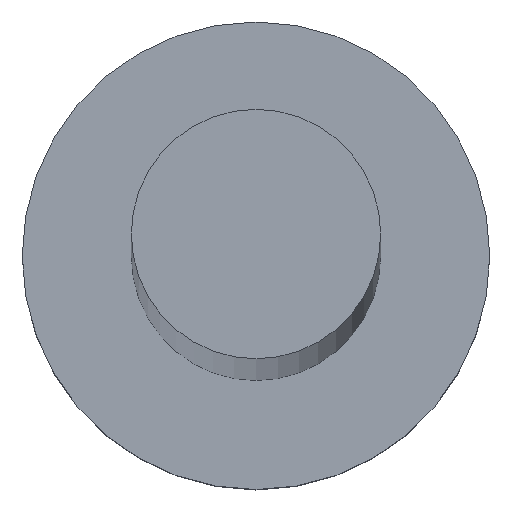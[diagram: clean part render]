
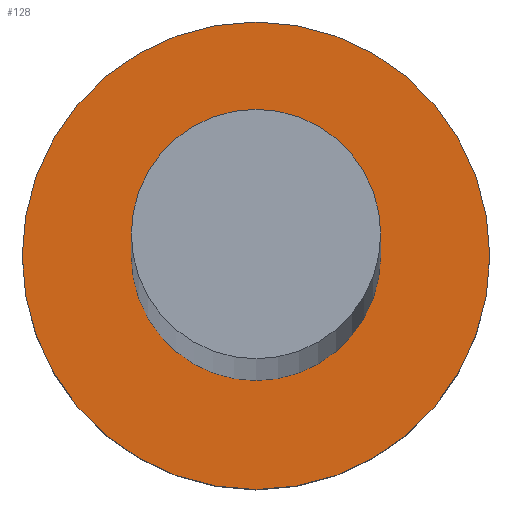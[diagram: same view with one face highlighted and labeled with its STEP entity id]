
A CAD part, top view. The second image highlights one B-rep face of the part: STEP entity #128.
In plain terms, the highlighted planar face has unit normal (0, 0, 1).
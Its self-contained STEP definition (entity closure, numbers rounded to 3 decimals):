
#3 = CARTESIAN_POINT ( 'NONE',  ( 3., 0., 3. ) ) ;
#8 = AXIS2_PLACEMENT_3D ( 'NONE', #31, #50, #236 ) ;
#12 = DIRECTION ( 'NONE',  ( 1., 0., 0. ) ) ;
#16 = CIRCLE ( 'NONE', #158, 1.6 ) ;
#17 = EDGE_CURVE ( 'NONE', #154, #156, #254, .T. ) ;
#22 = CARTESIAN_POINT ( 'NONE',  ( 1.6, 0., 3. ) ) ;
#28 = EDGE_CURVE ( 'NONE', #156, #154, #230, .T. ) ;
#29 = ORIENTED_EDGE ( 'NONE', *, *, #17, .T. ) ;
#31 = CARTESIAN_POINT ( 'NONE',  ( 0., 0., 3. ) ) ;
#32 = DIRECTION ( 'NONE',  ( 1., 0., 0. ) ) ;
#36 = AXIS2_PLACEMENT_3D ( 'NONE', #85, #233, #137 ) ;
#39 = AXIS2_PLACEMENT_3D ( 'NONE', #228, #129, #32 ) ;
#50 = DIRECTION ( 'NONE',  ( 0., 0., 1. ) ) ;
#57 = ORIENTED_EDGE ( 'NONE', *, *, #120, .F. ) ;
#64 = DIRECTION ( 'NONE',  ( 1., 0., 0. ) ) ;
#76 = CIRCLE ( 'NONE', #36, 1.6 ) ;
#85 = CARTESIAN_POINT ( 'NONE',  ( 0., 0., 3. ) ) ;
#105 = PLANE ( 'NONE',  #39 ) ;
#107 = CARTESIAN_POINT ( 'NONE',  ( -1.6, 0., 3. ) ) ;
#110 = EDGE_CURVE ( 'NONE', #160, #113, #16, .T. ) ;
#113 = VERTEX_POINT ( 'NONE', #22 ) ;
#117 = ORIENTED_EDGE ( 'NONE', *, *, #110, .F. ) ;
#120 = EDGE_CURVE ( 'NONE', #113, #160, #76, .T. ) ;
#128 = ADVANCED_FACE ( 'NONE', ( #215, #209 ), #105, .T. ) ;
#129 = DIRECTION ( 'NONE',  ( 0., 0., 1. ) ) ;
#137 = DIRECTION ( 'NONE',  ( 1., 0., 0. ) ) ;
#154 = VERTEX_POINT ( 'NONE', #3 ) ;
#156 = VERTEX_POINT ( 'NONE', #229 ) ;
#158 = AXIS2_PLACEMENT_3D ( 'NONE', #245, #246, #64 ) ;
#160 = VERTEX_POINT ( 'NONE', #107 ) ;
#191 = DIRECTION ( 'NONE',  ( 0., 0., 1. ) ) ;
#193 = CARTESIAN_POINT ( 'NONE',  ( 0., 0., 3. ) ) ;
#209 = FACE_OUTER_BOUND ( 'NONE', #232, .T. ) ;
#215 = FACE_BOUND ( 'NONE', #218, .T. ) ;
#218 = EDGE_LOOP ( 'NONE', ( #117, #57 ) ) ;
#228 = CARTESIAN_POINT ( 'NONE',  ( 0., 0., 3. ) ) ;
#229 = CARTESIAN_POINT ( 'NONE',  ( -3., 0., 3. ) ) ;
#230 = CIRCLE ( 'NONE', #238, 3. ) ;
#232 = EDGE_LOOP ( 'NONE', ( #253, #29 ) ) ;
#233 = DIRECTION ( 'NONE',  ( 0., 0., 1. ) ) ;
#236 = DIRECTION ( 'NONE',  ( 1., 0., 0. ) ) ;
#238 = AXIS2_PLACEMENT_3D ( 'NONE', #193, #191, #12 ) ;
#245 = CARTESIAN_POINT ( 'NONE',  ( 0., 0., 3. ) ) ;
#246 = DIRECTION ( 'NONE',  ( 0., 0., 1. ) ) ;
#253 = ORIENTED_EDGE ( 'NONE', *, *, #28, .T. ) ;
#254 = CIRCLE ( 'NONE', #8, 3. ) ;
